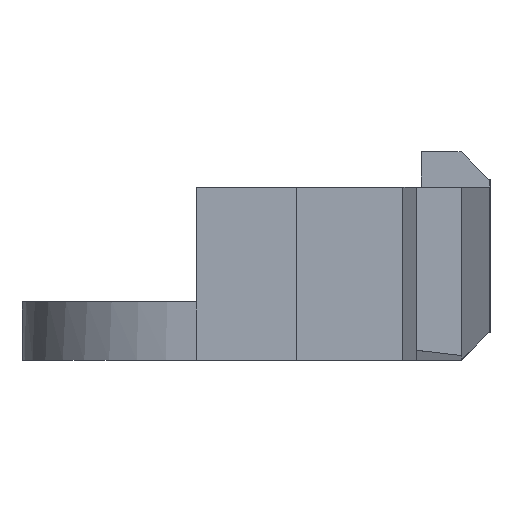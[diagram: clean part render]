
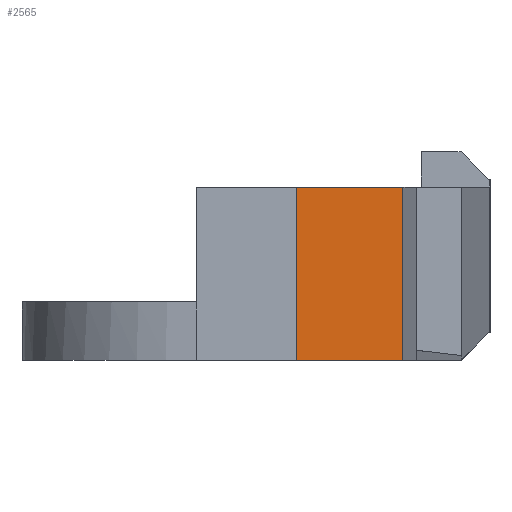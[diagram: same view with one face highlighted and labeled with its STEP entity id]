
A CAD part, left-side view. The second image highlights one B-rep face of the part: STEP entity #2565.
In plain terms, the highlighted planar face has unit normal (-1, 0, 0).
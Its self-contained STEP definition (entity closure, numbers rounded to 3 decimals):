
#48=FACE_OUTER_BOUND('',#204,.T.);
#204=EDGE_LOOP('',(#1776,#1777,#1778,#1779));
#360=LINE('',#3607,#719);
#395=LINE('',#3682,#754);
#410=LINE('',#3713,#769);
#417=LINE('',#3725,#776);
#719=VECTOR('',#2911,10.);
#754=VECTOR('',#2968,10.);
#769=VECTOR('',#2993,10.);
#776=VECTOR('',#3010,10.);
#1078=VERTEX_POINT('',#3604);
#1079=VERTEX_POINT('',#3606);
#1107=VERTEX_POINT('',#3679);
#1108=VERTEX_POINT('',#3681);
#1303=EDGE_CURVE('',#1078,#1079,#360,.T.);
#1341=EDGE_CURVE('',#1107,#1108,#395,.T.);
#1358=EDGE_CURVE('',#1078,#1108,#410,.T.);
#1365=EDGE_CURVE('',#1079,#1107,#417,.T.);
#1776=ORIENTED_EDGE('',*,*,#1365,.F.);
#1777=ORIENTED_EDGE('',*,*,#1303,.F.);
#1778=ORIENTED_EDGE('',*,*,#1358,.T.);
#1779=ORIENTED_EDGE('',*,*,#1341,.F.);
#2414=PLANE('',#2740);
#2565=ADVANCED_FACE('',(#48),#2414,.T.);
#2740=AXIS2_PLACEMENT_3D('',#3726,#3011,#3012);
#2911=DIRECTION('',(0.,1.,0.));
#2968=DIRECTION('',(0.,-1.,0.));
#2993=DIRECTION('',(0.,0.,1.));
#3010=DIRECTION('',(0.,0.,1.));
#3011=DIRECTION('center_axis',(-1.,0.,0.));
#3012=DIRECTION('ref_axis',(0.,1.,0.));
#3604=CARTESIAN_POINT('',(49.858,54.618,0.));
#3606=CARTESIAN_POINT('',(49.858,60.158,0.));
#3607=CARTESIAN_POINT('',(49.858,60.158,0.));
#3679=CARTESIAN_POINT('',(49.858,60.158,9.04));
#3681=CARTESIAN_POINT('',(49.858,54.618,9.04));
#3682=CARTESIAN_POINT('',(49.858,60.158,9.04));
#3713=CARTESIAN_POINT('',(49.858,54.618,6.04));
#3725=CARTESIAN_POINT('',(49.858,60.158,6.04));
#3726=CARTESIAN_POINT('Origin',(49.858,54.618,6.04));
